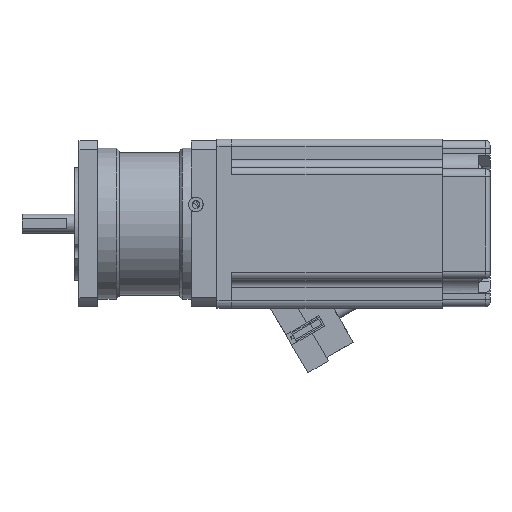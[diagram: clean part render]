
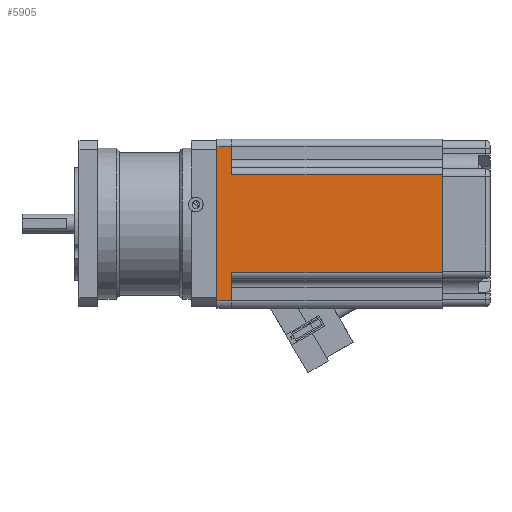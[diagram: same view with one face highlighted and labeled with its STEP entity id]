
A CAD part, front view. The second image highlights one B-rep face of the part: STEP entity #5905.
In plain terms, the highlighted planar face has unit normal (0, -1, 0).
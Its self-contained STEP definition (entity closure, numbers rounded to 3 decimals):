
#1096 = VERTEX_POINT ( 'NONE', #75137 ) ;
#1125 = VERTEX_POINT ( 'NONE', #75194 ) ;
#1128 = VERTEX_POINT ( 'NONE', #75200 ) ;
#1148 = VERTEX_POINT ( 'NONE', #75239 ) ;
#1149 = VERTEX_POINT ( 'NONE', #75242 ) ;
#1151 = VERTEX_POINT ( 'NONE', #75244 ) ;
#1154 = VERTEX_POINT ( 'NONE', #75251 ) ;
#1163 = VERTEX_POINT ( 'NONE', #75274 ) ;
#5905 = ADVANCED_FACE ( 'NONE', ( #35761 ), #99570, .F. ) ;
#35761 = FACE_OUTER_BOUND ( 'NONE', #53183, .T. ) ;
#53080 = ORIENTED_EDGE ( 'NONE', *, *, #86485, .T. ) ;
#53082 = ORIENTED_EDGE ( 'NONE', *, *, #86537, .T. ) ;
#53084 = ORIENTED_EDGE ( 'NONE', *, *, #86538, .F. ) ;
#53086 = ORIENTED_EDGE ( 'NONE', *, *, #86514, .T. ) ;
#53088 = ORIENTED_EDGE ( 'NONE', *, *, #86529, .F. ) ;
#53090 = ORIENTED_EDGE ( 'NONE', *, *, #86510, .T. ) ;
#53092 = ORIENTED_EDGE ( 'NONE', *, *, #86539, .F. ) ;
#53094 = ORIENTED_EDGE ( 'NONE', *, *, #86540, .T. ) ;
#53183 = EDGE_LOOP ( 'NONE', ( #53080, #53082, #53084, #53086, #53088, #53090, #53092, #53094 ) ) ;
#71652 = DIRECTION ( 'NONE',  ( 1., 0., 0. ) ) ;
#71660 = CARTESIAN_POINT ( 'NONE',  ( -28.5, -28.5, 0. ) ) ;
#71804 = DIRECTION ( 'NONE',  ( 0., 0., -1. ) ) ;
#71816 = CARTESIAN_POINT ( 'NONE',  ( -26., -28.5, 76. ) ) ;
#71833 = CARTESIAN_POINT ( 'NONE',  ( 26., -28.5, 76. ) ) ;
#71835 = DIRECTION ( 'NONE',  ( 0., 0., 1. ) ) ;
#71944 = CARTESIAN_POINT ( 'NONE',  ( -28.5, -28.5, 76. ) ) ;
#71946 = DIRECTION ( 'NONE',  ( 1., 0., 0. ) ) ;
#71983 = CARTESIAN_POINT ( 'NONE',  ( 16.5, -28.5, 76. ) ) ;
#71986 = DIRECTION ( 'NONE',  ( 0., 0., 1. ) ) ;
#71988 = CARTESIAN_POINT ( 'NONE',  ( 26., -28.5, 71. ) ) ;
#71990 = DIRECTION ( 'NONE',  ( -1., 0., 0. ) ) ;
#71992 = CARTESIAN_POINT ( 'NONE',  ( -19., -28.5, 71. ) ) ;
#71995 = DIRECTION ( 'NONE',  ( -1., 0., 0. ) ) ;
#71997 = CARTESIAN_POINT ( 'NONE',  ( -16.5, -28.5, 76. ) ) ;
#71999 = DIRECTION ( 'NONE',  ( 0., 0., -1. ) ) ;
#72482 = LINE ( 'NONE', #71944, #72485 ) ;
#72485 = VECTOR ( 'NONE', #71946, 1000. ) ;
#72497 = LINE ( 'NONE', #71983, #72500 ) ;
#72499 = LINE ( 'NONE', #71988, #72502 ) ;
#72500 = VECTOR ( 'NONE', #71986, 1000. ) ;
#72501 = LINE ( 'NONE', #71992, #72504 ) ;
#72502 = VECTOR ( 'NONE', #71990, 1000. ) ;
#72503 = LINE ( 'NONE', #71997, #72506 ) ;
#72504 = VECTOR ( 'NONE', #71995, 1000. ) ;
#72506 = VECTOR ( 'NONE', #71999, 1000. ) ;
#75137 = CARTESIAN_POINT ( 'NONE',  ( 26., -28.5, 76. ) ) ;
#75194 = CARTESIAN_POINT ( 'NONE',  ( -16.5, -28.5, 0. ) ) ;
#75200 = CARTESIAN_POINT ( 'NONE',  ( 16.5, -28.5, 0. ) ) ;
#75239 = CARTESIAN_POINT ( 'NONE',  ( -26., -28.5, 71. ) ) ;
#75242 = CARTESIAN_POINT ( 'NONE',  ( -26., -28.5, 76. ) ) ;
#75244 = CARTESIAN_POINT ( 'NONE',  ( 26., -28.5, 71. ) ) ;
#75251 = CARTESIAN_POINT ( 'NONE',  ( 16.5, -28.5, 71. ) ) ;
#75274 = CARTESIAN_POINT ( 'NONE',  ( -16.5, -28.5, 71. ) ) ;
#81295 = LINE ( 'NONE', #71660, #81297 ) ;
#81297 = VECTOR ( 'NONE', #71652, 1000. ) ;
#81326 = LINE ( 'NONE', #71816, #81333 ) ;
#81333 = VECTOR ( 'NONE', #71804, 1000. ) ;
#81336 = LINE ( 'NONE', #71833, #81338 ) ;
#81338 = VECTOR ( 'NONE', #71835, 1000. ) ;
#86485 = EDGE_CURVE ( 'NONE', #1125, #1128, #81295, .T. ) ;
#86510 = EDGE_CURVE ( 'NONE', #1149, #1148, #81326, .T. ) ;
#86514 = EDGE_CURVE ( 'NONE', #1151, #1096, #81336, .T. ) ;
#86529 = EDGE_CURVE ( 'NONE', #1149, #1096, #72482, .T. ) ;
#86537 = EDGE_CURVE ( 'NONE', #1128, #1154, #72497, .T. ) ;
#86538 = EDGE_CURVE ( 'NONE', #1151, #1154, #72499, .T. ) ;
#86539 = EDGE_CURVE ( 'NONE', #1163, #1148, #72501, .T. ) ;
#86540 = EDGE_CURVE ( 'NONE', #1163, #1125, #72503, .T. ) ;
#89015 = AXIS2_PLACEMENT_3D ( 'NONE', #99557, #99574, #99576 ) ;
#99557 = CARTESIAN_POINT ( 'NONE',  ( -28.5, -28.5, 76. ) ) ;
#99570 = PLANE ( 'NONE',  #89015 ) ;
#99574 = DIRECTION ( 'NONE',  ( 0., 1., 0. ) ) ;
#99576 = DIRECTION ( 'NONE',  ( 0., 0., 1. ) ) ;
